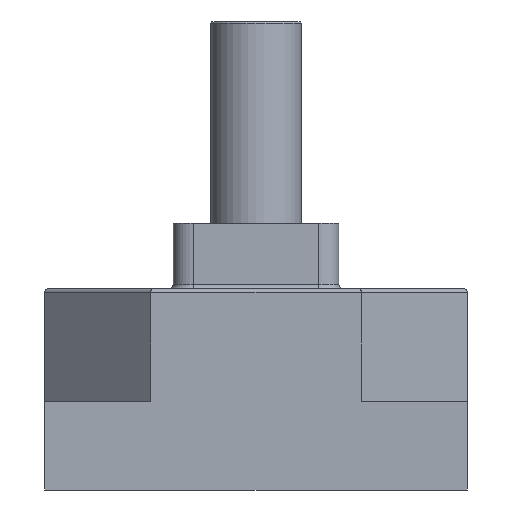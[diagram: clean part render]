
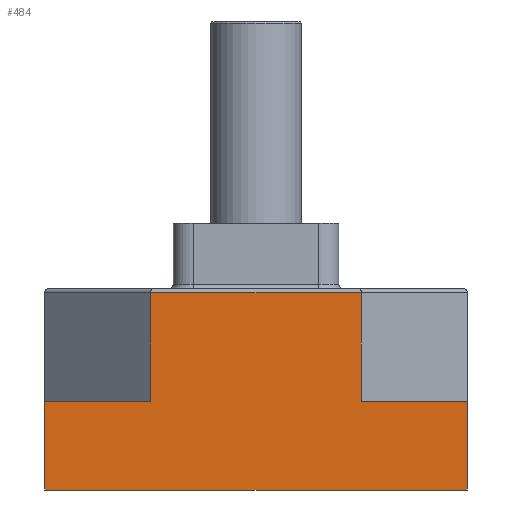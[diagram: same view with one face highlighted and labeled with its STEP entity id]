
A CAD part, front view. The second image highlights one B-rep face of the part: STEP entity #484.
In plain terms, the highlighted planar face has unit normal (0, -1, 0).
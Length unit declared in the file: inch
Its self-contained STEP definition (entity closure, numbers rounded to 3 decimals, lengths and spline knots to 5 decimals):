
#145 = EDGE_CURVE ( 'NONE', #350, #351, #880, .T. ) ;
#150 = EDGE_CURVE ( 'NONE', #373, #372, #911, .T. ) ;
#151 = EDGE_CURVE ( 'NONE', #369, #368, #913, .T. ) ;
#177 = EDGE_CURVE ( 'NONE', #370, #350, #973, .T. ) ;
#178 = EDGE_CURVE ( 'NONE', #368, #351, #975, .T. ) ;
#179 = EDGE_CURVE ( 'NONE', #371, #372, #977, .T. ) ;
#180 = EDGE_CURVE ( 'NONE', #370, #371, #979, .T. ) ;
#181 = EDGE_CURVE ( 'NONE', #369, #373, #981, .T. ) ;
#281 = AXIS2_PLACEMENT_3D ( 'NONE', #1564, #1574, #1575 ) ;
#350 = VERTEX_POINT ( 'NONE', #1471 ) ;
#351 = VERTEX_POINT ( 'NONE', #1472 ) ;
#368 = VERTEX_POINT ( 'NONE', #1489 ) ;
#369 = VERTEX_POINT ( 'NONE', #1490 ) ;
#370 = VERTEX_POINT ( 'NONE', #1491 ) ;
#371 = VERTEX_POINT ( 'NONE', #1492 ) ;
#372 = VERTEX_POINT ( 'NONE', #1493 ) ;
#373 = VERTEX_POINT ( 'NONE', #1494 ) ;
#484 = ADVANCED_FACE ( 'NONE', ( #1060 ), #1569, .F. ) ;
#643 = ORIENTED_EDGE ( 'NONE', *, *, #180, .T. ) ;
#644 = ORIENTED_EDGE ( 'NONE', *, *, #179, .T. ) ;
#645 = ORIENTED_EDGE ( 'NONE', *, *, #150, .F. ) ;
#646 = ORIENTED_EDGE ( 'NONE', *, *, #181, .F. ) ;
#647 = ORIENTED_EDGE ( 'NONE', *, *, #151, .T. ) ;
#648 = ORIENTED_EDGE ( 'NONE', *, *, #178, .T. ) ;
#649 = ORIENTED_EDGE ( 'NONE', *, *, #145, .F. ) ;
#650 = ORIENTED_EDGE ( 'NONE', *, *, #177, .F. ) ;
#880 = LINE ( 'NONE', #1189, #910 ) ;
#910 = VECTOR ( 'NONE', #1214, 39.37008 ) ;
#911 = LINE ( 'NONE', #1221, #920 ) ;
#913 = LINE ( 'NONE', #1223, #922 ) ;
#920 = VECTOR ( 'NONE', #1224, 39.37008 ) ;
#922 = VECTOR ( 'NONE', #1226, 39.37008 ) ;
#973 = LINE ( 'NONE', #1277, #974 ) ;
#974 = VECTOR ( 'NONE', #1278, 39.37008 ) ;
#975 = LINE ( 'NONE', #1279, #976 ) ;
#976 = VECTOR ( 'NONE', #1280, 39.37008 ) ;
#977 = LINE ( 'NONE', #1281, #978 ) ;
#978 = VECTOR ( 'NONE', #1282, 39.37008 ) ;
#979 = LINE ( 'NONE', #1283, #980 ) ;
#980 = VECTOR ( 'NONE', #1284, 39.37008 ) ;
#981 = LINE ( 'NONE', #1285, #982 ) ;
#982 = VECTOR ( 'NONE', #1286, 39.37008 ) ;
#1060 = FACE_OUTER_BOUND ( 'NONE', #1786, .T. ) ;
#1189 = CARTESIAN_POINT ( 'NONE',  ( 2.625, 2.125, 11.70824 ) ) ;
#1214 = DIRECTION ( 'NONE',  ( 0., 0., -1. ) ) ;
#1221 = CARTESIAN_POINT ( 'NONE',  ( -1.30698, 2.125, 1.1 ) ) ;
#1223 = CARTESIAN_POINT ( 'NONE',  ( -2.625, 2.125, 11.70824 ) ) ;
#1224 = DIRECTION ( 'NONE',  ( 0., 0., 1. ) ) ;
#1226 = DIRECTION ( 'NONE',  ( 0., 0., -1. ) ) ;
#1277 = CARTESIAN_POINT ( 'NONE',  ( 1.30698, 2.125, 1.1 ) ) ;
#1278 = DIRECTION ( 'NONE',  ( 1., 0., 0. ) ) ;
#1279 = CARTESIAN_POINT ( 'NONE',  ( -2.625, 2.125, 0. ) ) ;
#1280 = DIRECTION ( 'NONE',  ( 1., 0., 0. ) ) ;
#1281 = CARTESIAN_POINT ( 'NONE',  ( -1.30698, 2.125, 2.45 ) ) ;
#1282 = DIRECTION ( 'NONE',  ( -1., 0., 0. ) ) ;
#1283 = CARTESIAN_POINT ( 'NONE',  ( 1.30698, 2.125, 1.1 ) ) ;
#1284 = DIRECTION ( 'NONE',  ( 0., 0., 1. ) ) ;
#1285 = CARTESIAN_POINT ( 'NONE',  ( -1.30698, 2.125, 1.1 ) ) ;
#1286 = DIRECTION ( 'NONE',  ( 1., 0., 0. ) ) ;
#1471 = CARTESIAN_POINT ( 'NONE',  ( 2.625, 2.125, 1.1 ) ) ;
#1472 = CARTESIAN_POINT ( 'NONE',  ( 2.625, 2.125, 0. ) ) ;
#1489 = CARTESIAN_POINT ( 'NONE',  ( -2.625, 2.125, 0. ) ) ;
#1490 = CARTESIAN_POINT ( 'NONE',  ( -2.625, 2.125, 1.1 ) ) ;
#1491 = CARTESIAN_POINT ( 'NONE',  ( 1.30698, 2.125, 1.1 ) ) ;
#1492 = CARTESIAN_POINT ( 'NONE',  ( 1.30698, 2.125, 2.45 ) ) ;
#1493 = CARTESIAN_POINT ( 'NONE',  ( -1.30698, 2.125, 2.45 ) ) ;
#1494 = CARTESIAN_POINT ( 'NONE',  ( -1.30698, 2.125, 1.1 ) ) ;
#1564 = CARTESIAN_POINT ( 'NONE',  ( -2.625, 2.125, 11.70824 ) ) ;
#1569 = PLANE ( 'NONE',  #281 ) ;
#1574 = DIRECTION ( 'NONE',  ( 0., 1., 0. ) ) ;
#1575 = DIRECTION ( 'NONE',  ( 0., 0., 1. ) ) ;
#1786 = EDGE_LOOP ( 'NONE', ( #643, #644, #645, #646, #647, #648, #649, #650 ) ) ;
